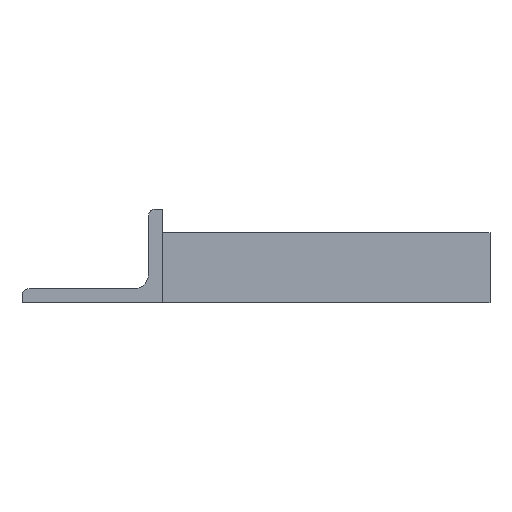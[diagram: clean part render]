
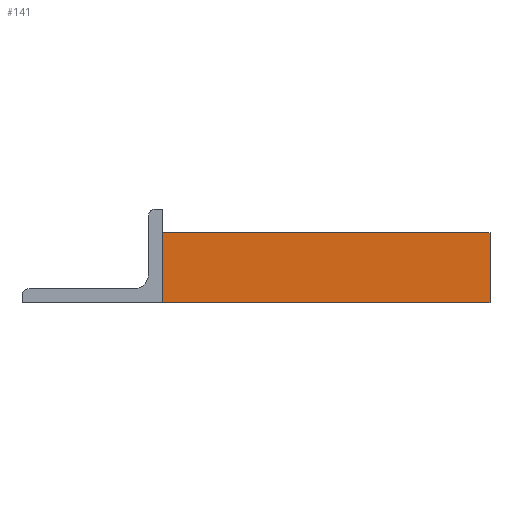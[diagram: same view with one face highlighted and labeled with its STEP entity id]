
A CAD part, left-side view. The second image highlights one B-rep face of the part: STEP entity #141.
In plain terms, the highlighted planar face has unit normal (-1, 0, 0).
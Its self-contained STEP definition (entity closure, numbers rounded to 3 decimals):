
#28 = DIRECTION ( 'NONE',  ( -1., 0., 0. ) ) ;
#38 = CARTESIAN_POINT ( 'NONE',  ( -30., -140., -30. ) ) ;
#62 = PLANE ( 'NONE',  #314 ) ;
#141 = ADVANCED_FACE ( 'NONE', ( #206 ), #62, .T. ) ;
#206 = FACE_OUTER_BOUND ( 'NONE', #1303, .T. ) ;
#288 = EDGE_CURVE ( 'NONE', #1112, #1030, #1255, .T. ) ;
#314 = AXIS2_PLACEMENT_3D ( 'NONE', #38, #28, #1747 ) ;
#357 = CARTESIAN_POINT ( 'NONE',  ( -30., 0., 0. ) ) ;
#550 = ORIENTED_EDGE ( 'NONE', *, *, #288, .F. ) ;
#696 = CARTESIAN_POINT ( 'NONE',  ( -30., -140., 0. ) ) ;
#734 = CARTESIAN_POINT ( 'NONE',  ( -30., -140., -30. ) ) ;
#738 = DIRECTION ( 'NONE',  ( 0., 0., 1. ) ) ;
#777 = EDGE_CURVE ( 'NONE', #1030, #1821, #1863, .T. ) ;
#781 = DIRECTION ( 'NONE',  ( 0., 1., 0. ) ) ;
#793 = CARTESIAN_POINT ( 'NONE',  ( -30., -140., 0. ) ) ;
#871 = ORIENTED_EDGE ( 'NONE', *, *, #1377, .T. ) ;
#905 = CARTESIAN_POINT ( 'NONE',  ( -30., -140., -30. ) ) ;
#986 = CARTESIAN_POINT ( 'NONE',  ( -30., 0., -30. ) ) ;
#1030 = VERTEX_POINT ( 'NONE', #986 ) ;
#1112 = VERTEX_POINT ( 'NONE', #905 ) ;
#1122 = CARTESIAN_POINT ( 'NONE',  ( -30., 0., -30. ) ) ;
#1127 = DIRECTION ( 'NONE',  ( 0., 0., 1. ) ) ;
#1168 = ORIENTED_EDGE ( 'NONE', *, *, #777, .F. ) ;
#1255 = LINE ( 'NONE', #1746, #1425 ) ;
#1303 = EDGE_LOOP ( 'NONE', ( #1168, #550, #871, #1600 ) ) ;
#1340 = EDGE_CURVE ( 'NONE', #1437, #1821, #1927, .T. ) ;
#1377 = EDGE_CURVE ( 'NONE', #1112, #1437, #1509, .T. ) ;
#1425 = VECTOR ( 'NONE', #1742, 1000. ) ;
#1437 = VERTEX_POINT ( 'NONE', #696 ) ;
#1509 = LINE ( 'NONE', #734, #1941 ) ;
#1600 = ORIENTED_EDGE ( 'NONE', *, *, #1340, .T. ) ;
#1742 = DIRECTION ( 'NONE',  ( 0., 1., 0. ) ) ;
#1746 = CARTESIAN_POINT ( 'NONE',  ( -30., -140., -30. ) ) ;
#1747 = DIRECTION ( 'NONE',  ( 0., 0., 1. ) ) ;
#1798 = VECTOR ( 'NONE', #781, 1000. ) ;
#1821 = VERTEX_POINT ( 'NONE', #357 ) ;
#1823 = VECTOR ( 'NONE', #1127, 1000. ) ;
#1863 = LINE ( 'NONE', #1122, #1823 ) ;
#1927 = LINE ( 'NONE', #793, #1798 ) ;
#1941 = VECTOR ( 'NONE', #738, 1000. ) ;
